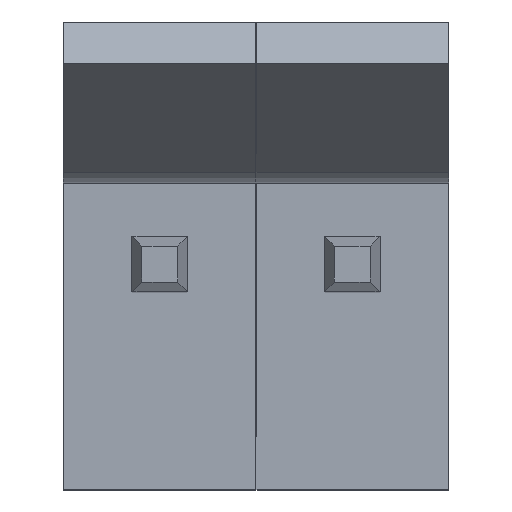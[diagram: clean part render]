
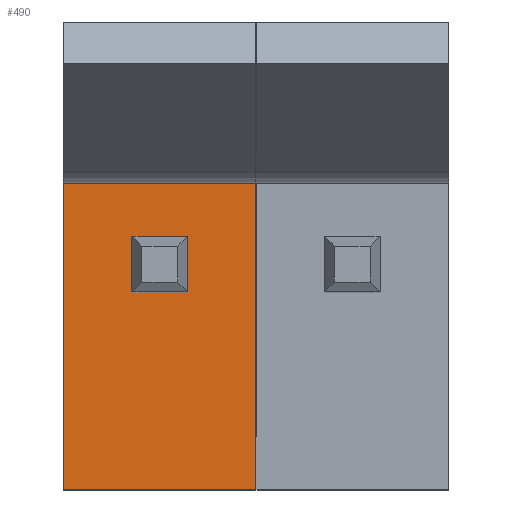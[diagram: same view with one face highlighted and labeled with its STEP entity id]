
A CAD part, top view. The second image highlights one B-rep face of the part: STEP entity #490.
In plain terms, the highlighted planar face has unit normal (0, 0, 1).
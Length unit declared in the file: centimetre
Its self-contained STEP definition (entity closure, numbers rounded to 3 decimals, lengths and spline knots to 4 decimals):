
#7 = VECTOR ( 'NONE', #964, 100. ) ;
#8 = PLANE ( 'NONE',  #323 ) ;
#175 = CARTESIAN_POINT ( 'NONE',  ( -0.198, -0.462, 0.32 ) ) ;
#279 = VERTEX_POINT ( 'NONE', #1219 ) ;
#298 = VERTEX_POINT ( 'NONE', #662 ) ;
#323 = AXIS2_PLACEMENT_3D ( 'NONE', #596, #866, #733 ) ;
#358 = CARTESIAN_POINT ( 'NONE',  ( -0.198, -0.462, 0.32 ) ) ;
#359 = LINE ( 'NONE', #703, #7 ) ;
#384 = EDGE_CURVE ( 'NONE', #1330, #279, #359, .T. ) ;
#457 = LINE ( 'NONE', #175, #501 ) ;
#484 = ORIENTED_EDGE ( 'NONE', *, *, #384, .T. ) ;
#490 = ADVANCED_FACE ( 'NONE', ( #1165 ), #8, .T. ) ;
#496 = DIRECTION ( 'NONE',  ( 0., -1., 0. ) ) ;
#501 = VECTOR ( 'NONE', #1253, 100. ) ;
#596 = CARTESIAN_POINT ( 'NONE',  ( -0.198, -0.462, 0.32 ) ) ;
#606 = DIRECTION ( 'NONE',  ( 0., -1., 0. ) ) ;
#662 = CARTESIAN_POINT ( 'NONE',  ( 0.198, -0.462, 0.32 ) ) ;
#678 = VERTEX_POINT ( 'NONE', #1594 ) ;
#698 = LINE ( 'NONE', #358, #1054 ) ;
#703 = CARTESIAN_POINT ( 'NONE',  ( -0.198, 0.1869, 0.32 ) ) ;
#733 = DIRECTION ( 'NONE',  ( 1., 0., 0. ) ) ;
#866 = DIRECTION ( 'NONE',  ( 0., 0., 1. ) ) ;
#964 = DIRECTION ( 'NONE',  ( -1., 0., 0. ) ) ;
#1054 = VECTOR ( 'NONE', #496, 100. ) ;
#1075 = VECTOR ( 'NONE', #606, 100. ) ;
#1079 = EDGE_CURVE ( 'NONE', #279, #678, #698, .T. ) ;
#1095 = CARTESIAN_POINT ( 'NONE',  ( 0.198, 0.1869, 0.32 ) ) ;
#1116 = LINE ( 'NONE', #1524, #1075 ) ;
#1117 = ORIENTED_EDGE ( 'NONE', *, *, #1079, .T. ) ;
#1165 = FACE_OUTER_BOUND ( 'NONE', #1491, .T. ) ;
#1219 = CARTESIAN_POINT ( 'NONE',  ( -0.198, 0.1869, 0.32 ) ) ;
#1253 = DIRECTION ( 'NONE',  ( 1., 0., 0. ) ) ;
#1265 = ORIENTED_EDGE ( 'NONE', *, *, #1605, .F. ) ;
#1330 = VERTEX_POINT ( 'NONE', #1095 ) ;
#1491 = EDGE_LOOP ( 'NONE', ( #1117, #1590, #1265, #484 ) ) ;
#1524 = CARTESIAN_POINT ( 'NONE',  ( 0.198, 0.165, 0.32 ) ) ;
#1529 = EDGE_CURVE ( 'NONE', #678, #298, #457, .T. ) ;
#1590 = ORIENTED_EDGE ( 'NONE', *, *, #1529, .T. ) ;
#1594 = CARTESIAN_POINT ( 'NONE',  ( -0.198, -0.462, 0.32 ) ) ;
#1605 = EDGE_CURVE ( 'NONE', #1330, #298, #1116, .T. ) ;
